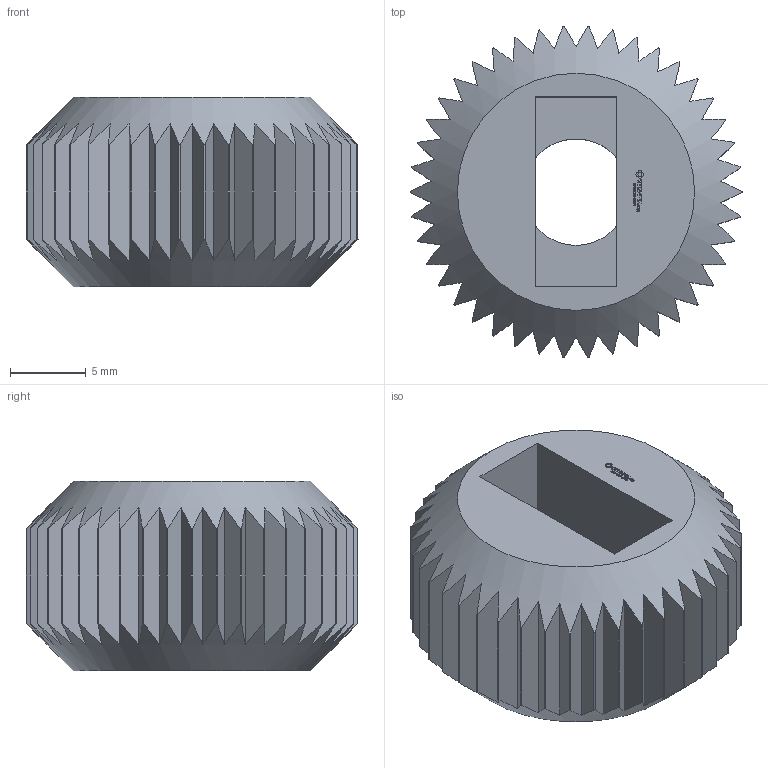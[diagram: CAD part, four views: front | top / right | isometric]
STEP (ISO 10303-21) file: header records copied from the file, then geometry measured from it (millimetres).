
FILE_DESCRIPTION(('FreeCAD Model'),'2;1');
FILE_NAME('Open CASCADE Shape Model','2024-01-03T13:45:57',(''),(''), 'Open CASCADE STEP processor 7.6','FreeCAD','Unknown');
FILE_SCHEMA(('AUTOMOTIVE_DESIGN { 1 0 10303 214 1 1 1 1 }'));
Length unit declared in the file: millimetre
Products named in the file (1): Knob KNR BVD SCR ISR BU01.00x01.75 - SPN-KNB-0002 (stemfie.org)
Bounding box: 21.88 x 21.82 x 12.5 mm (x, y, z)
Volume: 3027.5 mm3; surface area: 2126.8 mm2
Topology: 1 solids, 1 shells, 613 faces, 1728 edges, 1150 vertices
Faces by surface type: plane 401, extrusion 164, cylinder 44, cone 4
Entity records: 42978 total; most frequent: CARTESIAN_POINT 9460, DIRECTION 5682, VECTOR 4078, LINE 3914, ORIENTED_EDGE 3456, PCURVE 3456, DEFINITIONAL_REPRESENTATION 3456, EDGE_CURVE 1728
